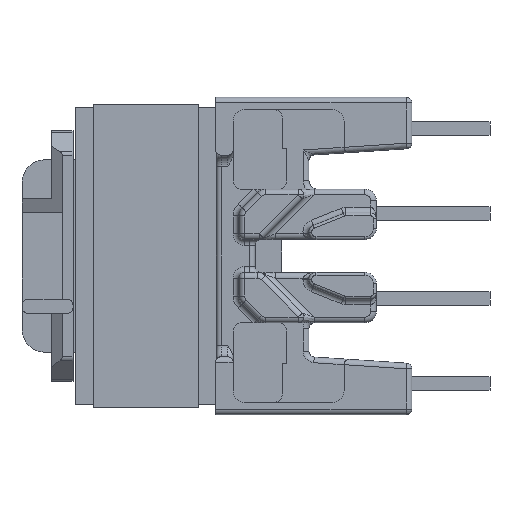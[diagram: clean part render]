
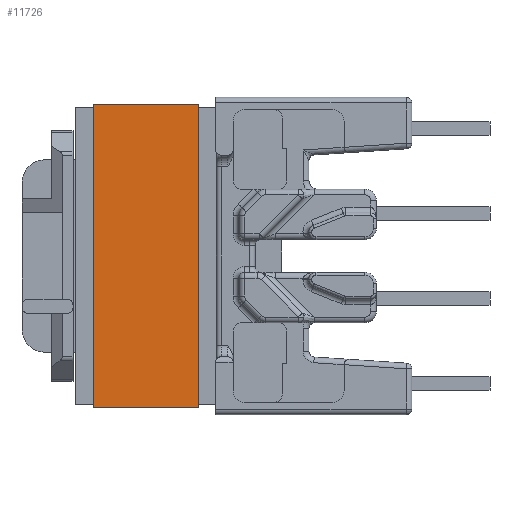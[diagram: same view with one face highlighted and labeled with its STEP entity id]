
A CAD part, left-side view. The second image highlights one B-rep face of the part: STEP entity #11726.
In plain terms, the highlighted planar face has unit normal (-1, 0, 0).
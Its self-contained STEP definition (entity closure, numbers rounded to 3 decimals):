
#742 = CARTESIAN_POINT ( 'NONE',  ( -0.16, 0.16, 0. ) ) ;
#1003 = CARTESIAN_POINT ( 'NONE',  ( -0.16, 0.16, -4.75 ) ) ;
#1202 = LINE ( 'NONE', #15127, #14284 ) ;
#2902 = EDGE_CURVE ( 'NONE', #18890, #8692, #14834, .T. ) ;
#3402 = VECTOR ( 'NONE', #21411, 1000. ) ;
#3852 = VERTEX_POINT ( 'NONE', #13308 ) ;
#3890 = ORIENTED_EDGE ( 'NONE', *, *, #2902, .F. ) ;
#5317 = VECTOR ( 'NONE', #16432, 1000. ) ;
#5596 = CARTESIAN_POINT ( 'NONE',  ( -0.16, 0.16, 0. ) ) ;
#6853 = CARTESIAN_POINT ( 'NONE',  ( -0.16, 0.16, -4.75 ) ) ;
#6999 = VERTEX_POINT ( 'NONE', #7901 ) ;
#7266 = ORIENTED_EDGE ( 'NONE', *, *, #15735, .T. ) ;
#7367 = FACE_OUTER_BOUND ( 'NONE', #19671, .T. ) ;
#7901 = CARTESIAN_POINT ( 'NONE',  ( -0.16, -13.47, -4.75 ) ) ;
#7975 = DIRECTION ( 'NONE',  ( 0., -1., 0. ) ) ;
#8088 = ORIENTED_EDGE ( 'NONE', *, *, #13414, .F. ) ;
#8455 = AXIS2_PLACEMENT_3D ( 'NONE', #6853, #8557, #17361 ) ;
#8557 = DIRECTION ( 'NONE',  ( -1., 0., 0. ) ) ;
#8692 = VERTEX_POINT ( 'NONE', #19207 ) ;
#9271 = ORIENTED_EDGE ( 'NONE', *, *, #13039, .T. ) ;
#9859 = LINE ( 'NONE', #1003, #5317 ) ;
#10148 = LINE ( 'NONE', #19760, #16554 ) ;
#11726 = ADVANCED_FACE ( 'NONE', ( #7367 ), #13859, .T. ) ;
#11920 = DIRECTION ( 'NONE',  ( 0., 0., 1. ) ) ;
#13039 = EDGE_CURVE ( 'NONE', #3852, #6999, #10148, .T. ) ;
#13308 = CARTESIAN_POINT ( 'NONE',  ( -0.16, 0.16, -4.75 ) ) ;
#13414 = EDGE_CURVE ( 'NONE', #3852, #18890, #9859, .T. ) ;
#13859 = PLANE ( 'NONE',  #8455 ) ;
#14284 = VECTOR ( 'NONE', #11920, 1000. ) ;
#14834 = LINE ( 'NONE', #742, #3402 ) ;
#15127 = CARTESIAN_POINT ( 'NONE',  ( -0.16, -13.47, -4.75 ) ) ;
#15735 = EDGE_CURVE ( 'NONE', #6999, #8692, #1202, .T. ) ;
#16432 = DIRECTION ( 'NONE',  ( 0., 0., 1. ) ) ;
#16554 = VECTOR ( 'NONE', #7975, 1000. ) ;
#17361 = DIRECTION ( 'NONE',  ( 0., -1., 0. ) ) ;
#18890 = VERTEX_POINT ( 'NONE', #5596 ) ;
#19207 = CARTESIAN_POINT ( 'NONE',  ( -0.16, -13.47, 0. ) ) ;
#19671 = EDGE_LOOP ( 'NONE', ( #3890, #8088, #9271, #7266 ) ) ;
#19760 = CARTESIAN_POINT ( 'NONE',  ( -0.16, 0.16, -4.75 ) ) ;
#21411 = DIRECTION ( 'NONE',  ( 0., -1., 0. ) ) ;
